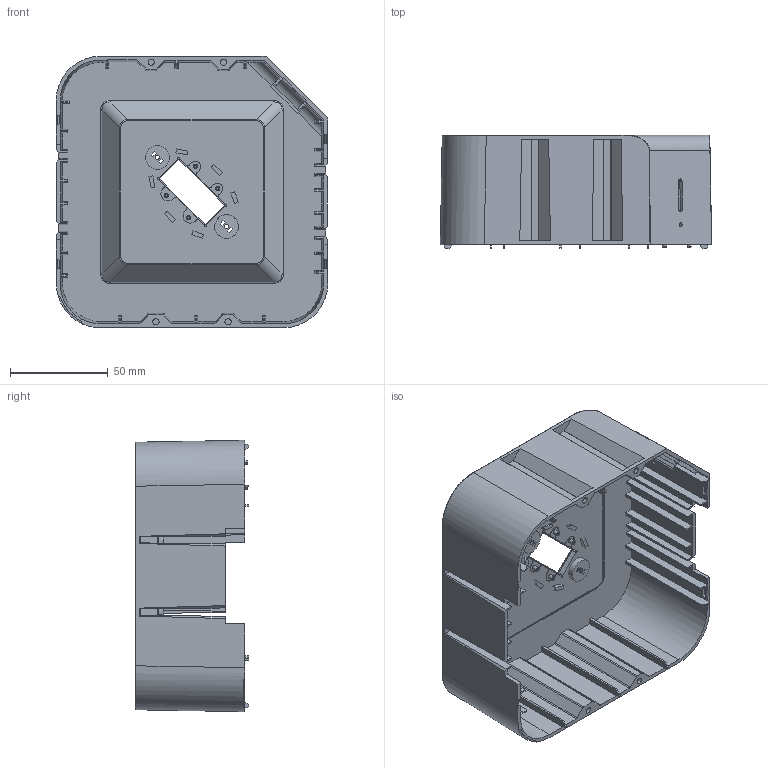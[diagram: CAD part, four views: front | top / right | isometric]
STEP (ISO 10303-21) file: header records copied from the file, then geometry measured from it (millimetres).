
FILE_DESCRIPTION(/* description */ ('Unknown'),/* implementation_level */ '2;1');
FILE_NAME(/* name */ 'node tree top part',/* time_stamp */ '2021-03-25T00:23:43+07:00',/* author */ ('Unknown'),/* organization */ ('Unknown'),/* preprocessor_version */ 'ST-DEVELOPER v16.7',/* originating_system */ 'DEX',/* authorisation */ $);
FILE_SCHEMA (('AUTOMOTIVE_DESIGN {1 0 10303 214 3 1 1}'));
Length unit declared in the file: millimetre
Products named in the file (1): node tree top part
Bounding box: 138.82 x 57.86 x 138.82 mm (x, y, z)
Volume: 92801.4 mm3; surface area: 103487.8 mm2
Topology: 1 solids, 1 shells, 598 faces, 1620 edges, 1065 vertices
Faces by surface type: plane 430, cylinder 102, bspline 56, cone 10
Full cylindrical faces by diameter (mm): 2.169 x2, 3.2 x4, 10.1 x2, 12.1 x2
Entity records: 24559 total; most frequent: CARTESIAN_POINT 5496, ORIENTED_EDGE 3196, DIRECTION 2801, EDGE_CURVE 1598, LINE 1259, VECTOR 1259, VERTEX_POINT 1062, AXIS2_PLACEMENT_3D 771
